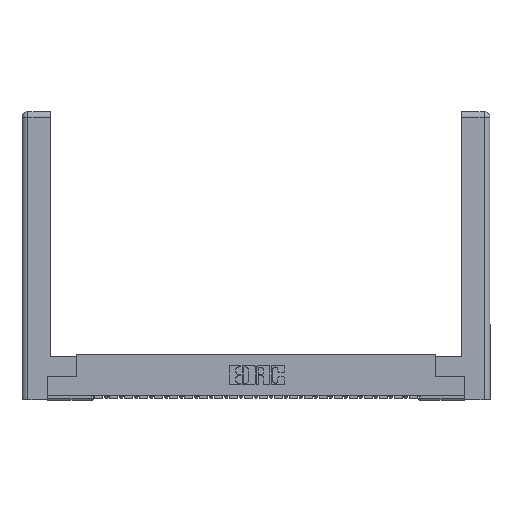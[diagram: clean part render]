
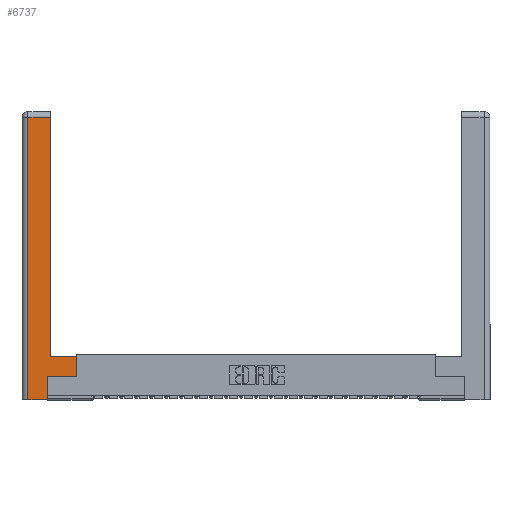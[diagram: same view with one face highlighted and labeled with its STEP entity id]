
A CAD part, top view. The second image highlights one B-rep face of the part: STEP entity #6737.
In plain terms, the highlighted planar face has unit normal (0, 0, 1).
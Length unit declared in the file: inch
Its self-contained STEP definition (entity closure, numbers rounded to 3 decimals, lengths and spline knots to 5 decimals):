
#340 = LINE ( 'NONE', #17510, #11186 ) ;
#600 = DIRECTION ( 'NONE',  ( 0., 0., -1. ) ) ;
#681 = LINE ( 'NONE', #7990, #15057 ) ;
#688 = ORIENTED_EDGE ( 'NONE', *, *, #5001, .T. ) ;
#965 = CARTESIAN_POINT ( 'NONE',  ( 0., 0., 0. ) ) ;
#1594 = CARTESIAN_POINT ( 'NONE',  ( 0.565, 0.245, 0. ) ) ;
#1833 = DIRECTION ( 'NONE',  ( 0., 1., 0. ) ) ;
#2009 = ORIENTED_EDGE ( 'NONE', *, *, #19144, .T. ) ;
#2923 = VECTOR ( 'NONE', #10616, 39.37008 ) ;
#3626 = VECTOR ( 'NONE', #21770, 39.37008 ) ;
#3715 = CARTESIAN_POINT ( 'NONE',  ( 0.565, 0.45, 0. ) ) ;
#3785 = VERTEX_POINT ( 'NONE', #20253 ) ;
#4228 = LINE ( 'NONE', #5740, #4986 ) ;
#4247 = FACE_OUTER_BOUND ( 'NONE', #12703, .T. ) ;
#4448 = DIRECTION ( 'NONE',  ( 1., 0., 0. ) ) ;
#4464 = DIRECTION ( 'NONE',  ( 0., 1., 0. ) ) ;
#4533 = VERTEX_POINT ( 'NONE', #8556 ) ;
#4577 = CARTESIAN_POINT ( 'NONE',  ( 0.0615, 0., 0. ) ) ;
#4986 = VECTOR ( 'NONE', #1833, 39.37008 ) ;
#5001 = EDGE_CURVE ( 'NONE', #5872, #4533, #20008, .T. ) ;
#5357 = VECTOR ( 'NONE', #4448, 39.37008 ) ;
#5740 = CARTESIAN_POINT ( 'NONE',  ( 0.295, 3., 0. ) ) ;
#5762 = DIRECTION ( 'NONE',  ( 0., 1., 0. ) ) ;
#5872 = VERTEX_POINT ( 'NONE', #3715 ) ;
#5909 = EDGE_CURVE ( 'NONE', #21480, #5872, #681, .T. ) ;
#5941 = EDGE_CURVE ( 'NONE', #24611, #19377, #13918, .T. ) ;
#6097 = CARTESIAN_POINT ( 'NONE',  ( 0.0615, 2.94, 0. ) ) ;
#6172 = ORIENTED_EDGE ( 'NONE', *, *, #5909, .T. ) ;
#6737 = ADVANCED_FACE ( 'NONE', ( #4247 ), #12434, .F. ) ;
#6822 = LINE ( 'NONE', #17828, #5357 ) ;
#7909 = ORIENTED_EDGE ( 'NONE', *, *, #5941, .T. ) ;
#7990 = CARTESIAN_POINT ( 'NONE',  ( 0.565, 0.45, 0. ) ) ;
#8303 = ORIENTED_EDGE ( 'NONE', *, *, #24100, .T. ) ;
#8543 = EDGE_CURVE ( 'NONE', #12263, #17977, #340, .T. ) ;
#8556 = CARTESIAN_POINT ( 'NONE',  ( 0.295, 0.45, 0. ) ) ;
#10246 = LINE ( 'NONE', #4577, #2923 ) ;
#10293 = AXIS2_PLACEMENT_3D ( 'NONE', #965, #600, #21529 ) ;
#10616 = DIRECTION ( 'NONE',  ( 0., -1., 0. ) ) ;
#11186 = VECTOR ( 'NONE', #5762, 39.37008 ) ;
#11831 = VECTOR ( 'NONE', #19588, 39.37008 ) ;
#12263 = VERTEX_POINT ( 'NONE', #14690 ) ;
#12387 = VECTOR ( 'NONE', #17712, 39.37008 ) ;
#12434 = PLANE ( 'NONE',  #10293 ) ;
#12703 = EDGE_LOOP ( 'NONE', ( #13635, #7909, #13962, #8303, #22334, #2009, #6172, #688 ) ) ;
#13527 = CARTESIAN_POINT ( 'NONE',  ( 0.565, 0.245, 0. ) ) ;
#13635 = ORIENTED_EDGE ( 'NONE', *, *, #17388, .T. ) ;
#13918 = LINE ( 'NONE', #6097, #11831 ) ;
#13962 = ORIENTED_EDGE ( 'NONE', *, *, #23983, .T. ) ;
#14690 = CARTESIAN_POINT ( 'NONE',  ( 0.265, 0., 0. ) ) ;
#15057 = VECTOR ( 'NONE', #4464, 39.37008 ) ;
#17388 = EDGE_CURVE ( 'NONE', #4533, #24611, #4228, .T. ) ;
#17510 = CARTESIAN_POINT ( 'NONE',  ( 0.265, 0.245, 0. ) ) ;
#17712 = DIRECTION ( 'NONE',  ( 1., 0., 0. ) ) ;
#17828 = CARTESIAN_POINT ( 'NONE',  ( 0.265, 0., 0. ) ) ;
#17977 = VERTEX_POINT ( 'NONE', #19844 ) ;
#18409 = CARTESIAN_POINT ( 'NONE',  ( 0.295, 2.94, 0. ) ) ;
#19144 = EDGE_CURVE ( 'NONE', #17977, #21480, #19463, .T. ) ;
#19377 = VERTEX_POINT ( 'NONE', #24506 ) ;
#19463 = LINE ( 'NONE', #13527, #12387 ) ;
#19588 = DIRECTION ( 'NONE',  ( -1., 0., 0. ) ) ;
#19844 = CARTESIAN_POINT ( 'NONE',  ( 0.265, 0.245, 0. ) ) ;
#20008 = LINE ( 'NONE', #21525, #3626 ) ;
#20253 = CARTESIAN_POINT ( 'NONE',  ( 0.0615, 0., 0. ) ) ;
#21480 = VERTEX_POINT ( 'NONE', #1594 ) ;
#21525 = CARTESIAN_POINT ( 'NONE',  ( 0.295, 0.45, 0. ) ) ;
#21529 = DIRECTION ( 'NONE',  ( -1., 0., 0. ) ) ;
#21770 = DIRECTION ( 'NONE',  ( -1., 0., 0. ) ) ;
#22334 = ORIENTED_EDGE ( 'NONE', *, *, #8543, .T. ) ;
#23983 = EDGE_CURVE ( 'NONE', #19377, #3785, #10246, .T. ) ;
#24100 = EDGE_CURVE ( 'NONE', #3785, #12263, #6822, .T. ) ;
#24506 = CARTESIAN_POINT ( 'NONE',  ( 0.0615, 2.94, 0. ) ) ;
#24611 = VERTEX_POINT ( 'NONE', #18409 ) ;
